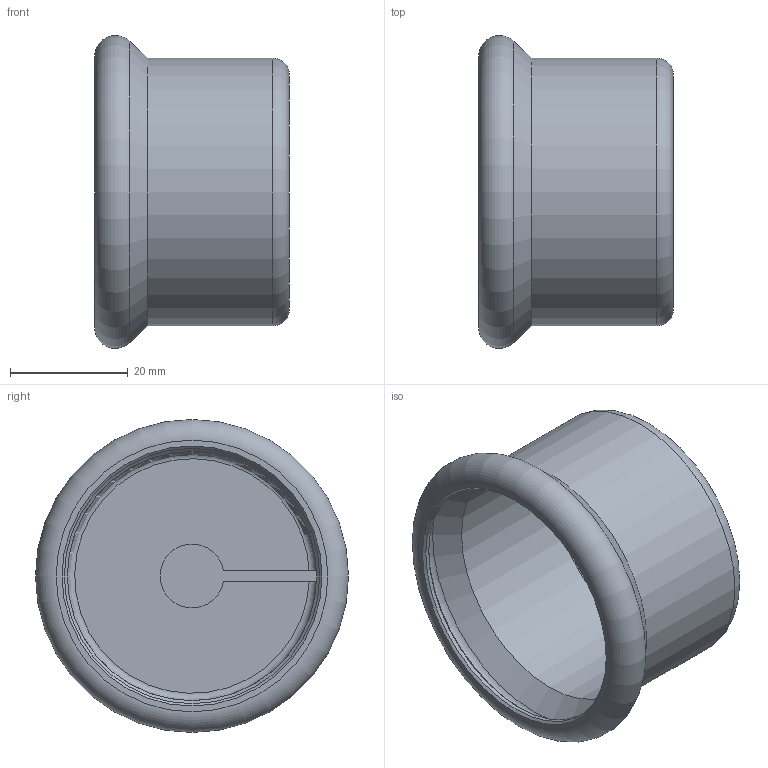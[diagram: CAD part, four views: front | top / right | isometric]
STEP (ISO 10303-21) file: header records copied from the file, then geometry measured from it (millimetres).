
FILE_DESCRIPTION(/* description */ (''),/* implementation_level */ '2;1');
FILE_NAME(/* name */ '34467.stp',/* time_stamp */ '2014-04-01T20:37:14+02:00',/* author */ ('bruh'),/* organization */ (''),/* preprocessor_version */ 'ST-DEVELOPER v15.2',/* originating_system */ 'Autodesk Inventor 2014',/* authorisation */ '');
FILE_SCHEMA (('AUTOMOTIVE_DESIGN { 1 0 10303 214 3 1 1 }'));
Length unit declared in the file: millimetre
Products named in the file (2): 102250; 34467
Bounding box: 33 x 53.09 x 53.09 mm (x, y, z)
Volume: 9992.8 mm3; surface area: 13415.9 mm2
Topology: 1 solids, 1 shells, 21 faces, 41 edges, 24 vertices
Faces by surface type: plane 8, torus 5, cylinder 4, cone 4
Full cylindrical faces by diameter (mm): 42.3 x1, 43.3 x1, 45.4 x1
Entity records: 490 total; most frequent: DIRECTION 88, CARTESIAN_POINT 76, ORIENTED_EDGE 52, AXIS2_PLACEMENT_3D 41, EDGE_LOOP 33, EDGE_CURVE 26, VERTEX_POINT 21, ADVANCED_FACE 20
